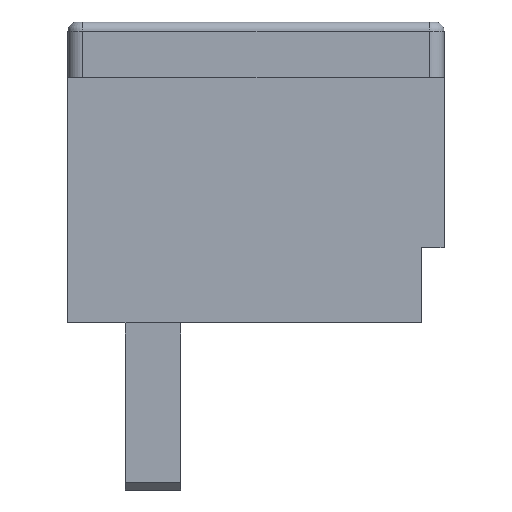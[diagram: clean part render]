
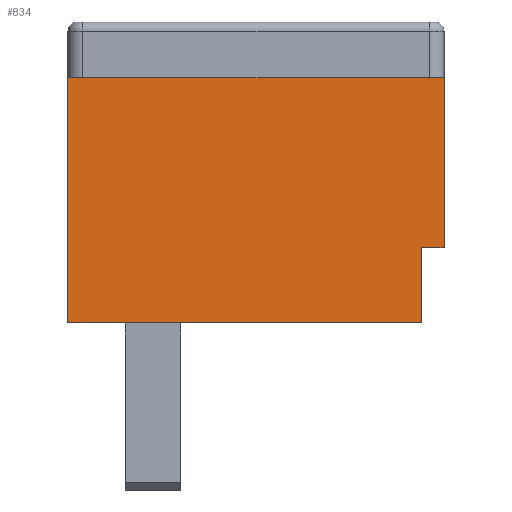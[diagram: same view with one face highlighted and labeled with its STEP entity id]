
A CAD part, left-side view. The second image highlights one B-rep face of the part: STEP entity #834.
In plain terms, the highlighted planar face has unit normal (-1, 0, 0).
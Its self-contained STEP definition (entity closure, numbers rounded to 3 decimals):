
#834=ADVANCED_FACE('',(#1686),#1687,.T.);
#1112=VERTEX_POINT('',#1965);
#1116=VERTEX_POINT('',#1969);
#1118=EDGE_CURVE('',#1116,#1112,#1971,.T.);
#1126=VERTEX_POINT('',#1979);
#1130=EDGE_CURVE('',#1112,#1126,#1983,.T.);
#1136=VERTEX_POINT('',#1989);
#1140=EDGE_CURVE('',#1126,#1136,#1993,.T.);
#1146=VERTEX_POINT('',#1999);
#1150=EDGE_CURVE('',#1136,#1146,#2003,.T.);
#1156=VERTEX_POINT('',#2009);
#1160=EDGE_CURVE('',#1146,#1156,#2013,.T.);
#1164=EDGE_CURVE('',#1156,#1116,#2017,.T.);
#1686=FACE_OUTER_BOUND('',#2623,.T.);
#1687=PLANE('',#2624);
#1965=CARTESIAN_POINT('',(0.0,1.5,16.1));
#1969=CARTESIAN_POINT('',(0.0,1.5,11.1));
#1971=LINE('',#3055,#3056);
#1979=CARTESIAN_POINT('',(0.0,0.0,16.1));
#1983=LINE('',#3075,#3076);
#1989=CARTESIAN_POINT('',(0.0,0.0,27.4));
#1993=LINE('',#3091,#3092);
#1999=CARTESIAN_POINT('',(0.0,25.0,27.4));
#2003=LINE('',#3107,#3108);
#2009=CARTESIAN_POINT('',(0.0,25.0,11.1));
#2013=LINE('',#3123,#3124);
#2017=LINE('',#3131,#3132);
#2623=EDGE_LOOP('',(#3950,#3951,#3952,#3953,#3954,#3955));
#2624=AXIS2_PLACEMENT_3D('',#3956,#3957,#3958);
#3055=CARTESIAN_POINT('',(0.0,1.5,11.1));
#3056=VECTOR('',#4082,1.0);
#3075=CARTESIAN_POINT('',(0.0,1.5,16.1));
#3076=VECTOR('',#4086,1.0);
#3091=CARTESIAN_POINT('',(0.0,0.0,16.1));
#3092=VECTOR('',#4089,1.0);
#3107=CARTESIAN_POINT('',(0.0,0.0,27.4));
#3108=VECTOR('',#4092,1.0);
#3123=CARTESIAN_POINT('',(0.0,25.0,27.4));
#3124=VECTOR('',#4095,1.0);
#3131=CARTESIAN_POINT('',(0.0,25.0,11.1));
#3132=VECTOR('',#4097,1.0);
#3950=ORIENTED_EDGE('',*,*,#1164,.T.);
#3951=ORIENTED_EDGE('',*,*,#1118,.T.);
#3952=ORIENTED_EDGE('',*,*,#1130,.T.);
#3953=ORIENTED_EDGE('',*,*,#1140,.T.);
#3954=ORIENTED_EDGE('',*,*,#1150,.T.);
#3955=ORIENTED_EDGE('',*,*,#1160,.T.);
#3956=CARTESIAN_POINT('',(0.0,12.591,19.341));
#3957=DIRECTION('',(-1.0,0.0,0.0));
#3958=DIRECTION('',(0.0,1.0,0.0));
#4082=DIRECTION('',(0.0,0.0,1.0));
#4086=DIRECTION('',(0.0,-1.0,0.0));
#4089=DIRECTION('',(0.0,0.0,1.0));
#4092=DIRECTION('',(0.0,1.0,0.0));
#4095=DIRECTION('',(0.0,0.0,-1.0));
#4097=DIRECTION('',(0.0,-1.0,0.0));
